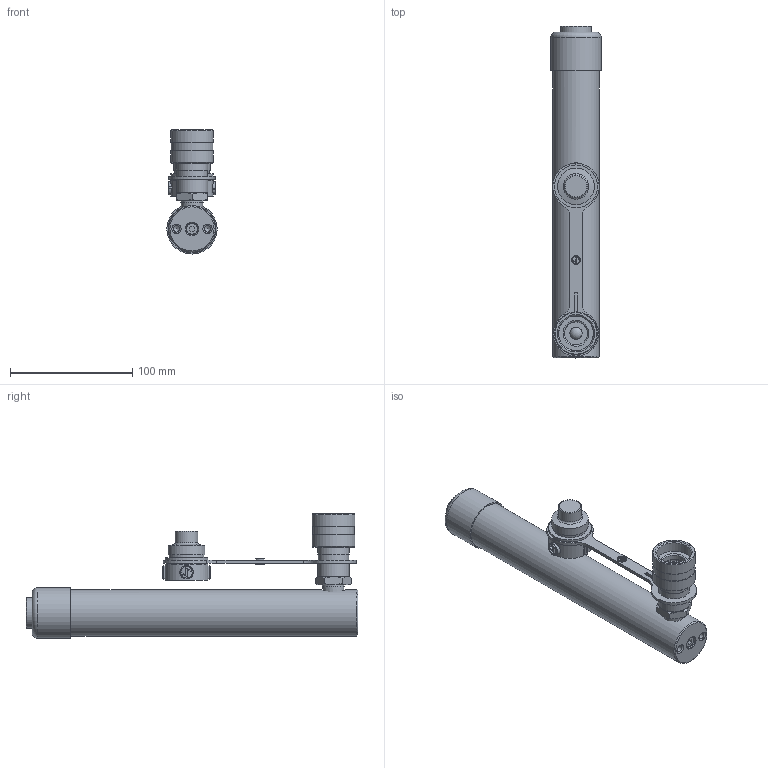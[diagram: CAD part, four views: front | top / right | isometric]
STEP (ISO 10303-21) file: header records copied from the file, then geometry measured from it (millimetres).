
FILE_DESCRIPTION (( 'STEP AP203' ), '1' );
FILE_NAME ('H0507.STEP', '2018-06-20T00:42:19', ( '' ), ( '' ), 'SwSTEP 2.0', 'SolidWorks 2018', '' );
FILE_SCHEMA (( 'CONFIG_CONTROL_DESIGN' ));
Length unit declared in the file: millimetre
Products named in the file (1): H0507
Bounding box: 41 x 271.05 x 101.3 mm (x, y, z)
Volume: 284559.5 mm3; surface area: 135973.5 mm2
Topology: 16 solids, 16 shells, 495 faces, 1157 edges, 737 vertices
Faces by surface type: plane 185, cylinder 143, bspline 73, cone 68, torus 17, sphere 9
Full cylindrical faces by diameter (mm): 5.105 x2, 6 x4, 6.7 x1, 9.6 x1, 10 x3, 10.15 x2, 13 x1, 14.1 x1, 14.275 x1, 14.5 x1, 15 x2, 16 x1, 17 x2, 17.3 x1, 18 x1, 18.6 x1, 18.9 x1, 19 x1, 19.05 x1, 19.1 x2, 21 x2, 22.6 x2, 24.4 x1, 25 x2, 25.4 x1, 25.5 x3, 25.6 x1, 28 x2, 28.1 x1, 28.3 x1
Entity records: 16968 total; most frequent: CARTESIAN_POINT 6822, ORIENTED_EDGE 1944, DIRECTION 1917, EDGE_CURVE 972, AXIS2_PLACEMENT_3D 768, EDGE_LOOP 707, VERTEX_POINT 699, FACE_OUTER_BOUND 575
